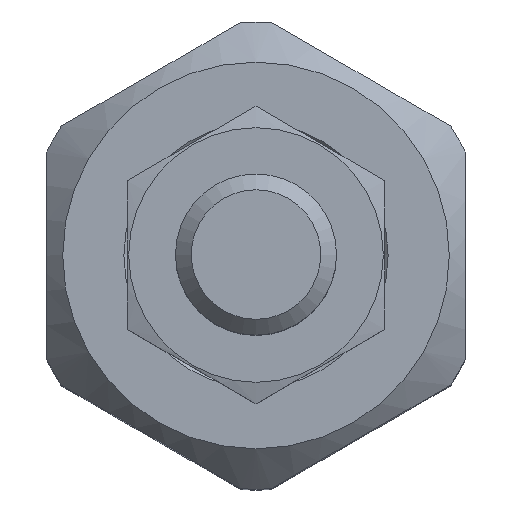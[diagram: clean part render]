
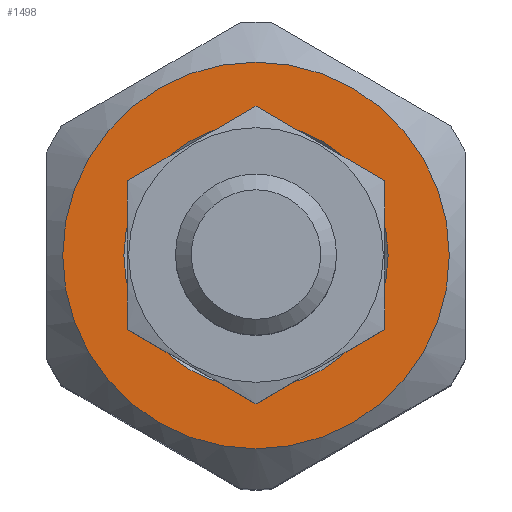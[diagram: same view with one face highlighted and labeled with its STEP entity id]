
A CAD part, top view. The second image highlights one B-rep face of the part: STEP entity #1498.
In plain terms, the highlighted planar face has unit normal (0, 0, 1).
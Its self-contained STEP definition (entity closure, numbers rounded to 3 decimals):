
#61=PLANE('',#1691);
#245=CIRCLE('',#1692,4.1);
#246=CIRCLE('',#1693,6.);
#365=ORIENTED_EDGE('',*,*,#774,.T.);
#366=ORIENTED_EDGE('',*,*,#775,.F.);
#774=EDGE_CURVE('',#972,#972,#245,.T.);
#775=EDGE_CURVE('',#973,#973,#246,.T.);
#972=VERTEX_POINT('',#2449);
#973=VERTEX_POINT('',#2451);
#1163=EDGE_LOOP('',(#365));
#1164=EDGE_LOOP('',(#366));
#1313=FACE_BOUND('',#1163,.T.);
#1314=FACE_BOUND('',#1164,.T.);
#1498=ADVANCED_FACE('',(#1313,#1314),#61,.T.);
#1691=AXIS2_PLACEMENT_3D('',#2447,#1937,#1938);
#1692=AXIS2_PLACEMENT_3D('',#2448,#1939,#1940);
#1693=AXIS2_PLACEMENT_3D('',#2450,#1941,#1942);
#1937=DIRECTION('',(0.,0.,1.));
#1938=DIRECTION('',(1.,0.,0.));
#1939=DIRECTION('',(0.,0.,-1.));
#1940=DIRECTION('',(-1.,0.,0.));
#1941=DIRECTION('',(0.,0.,-1.));
#1942=DIRECTION('',(-1.,0.,0.));
#2447=CARTESIAN_POINT('',(0.,6.,0.));
#2448=CARTESIAN_POINT('',(0.,0.,0.));
#2449=CARTESIAN_POINT('',(-4.1,0.,0.));
#2450=CARTESIAN_POINT('',(0.,0.,0.));
#2451=CARTESIAN_POINT('',(-6.,0.,0.));
